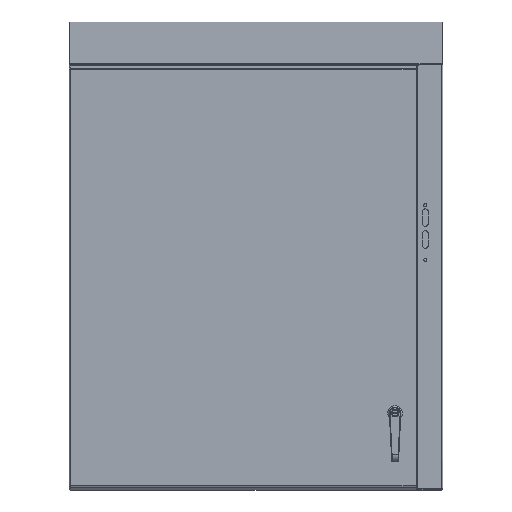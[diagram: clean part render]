
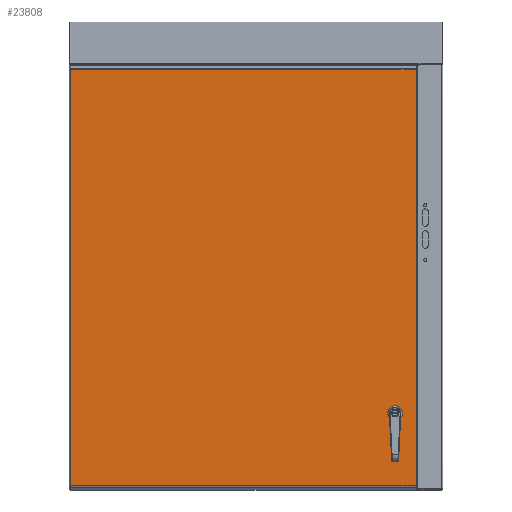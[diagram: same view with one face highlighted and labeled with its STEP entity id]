
A CAD part, top view. The second image highlights one B-rep face of the part: STEP entity #23808.
In plain terms, the highlighted planar face has unit normal (0, 0, 1).
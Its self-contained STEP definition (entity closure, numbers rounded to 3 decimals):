
#1225=FACE_BOUND('',#4045,.T.);
#1226=FACE_BOUND('',#4046,.T.);
#1742=PLANE('',#25440);
#4045=EDGE_LOOP('',(#17156,#17157,#17158,#17159,#17160,#17161,#17162,#17163));
#4046=EDGE_LOOP('',(#17164,#17165,#17166,#17167));
#5981=LINE('',#36866,#7781);
#5985=LINE('',#36878,#7785);
#5989=LINE('',#36890,#7789);
#5993=LINE('',#36900,#7793);
#5999=LINE('',#36935,#7799);
#6029=LINE('',#37223,#7829);
#6045=LINE('',#37513,#7845);
#6047=LINE('',#37517,#7847);
#7781=VECTOR('',#28705,0.427);
#7785=VECTOR('',#28717,0.427);
#7789=VECTOR('',#28729,0.427);
#7793=VECTOR('',#28741,0.427);
#7799=VECTOR('',#28751,35.646);
#7829=VECTOR('',#28803,35.646);
#7845=VECTOR('',#28837,29.602);
#7847=VECTOR('',#28843,29.602);
#9273=CIRCLE('',#25401,0.453);
#9275=CIRCLE('',#25405,0.453);
#9277=CIRCLE('',#25409,0.453);
#9279=CIRCLE('',#25413,0.453);
#10636=VERTEX_POINT('',#36857);
#10637=VERTEX_POINT('',#36859);
#10639=VERTEX_POINT('',#36865);
#10641=VERTEX_POINT('',#36871);
#10643=VERTEX_POINT('',#36877);
#10645=VERTEX_POINT('',#36883);
#10647=VERTEX_POINT('',#36889);
#10649=VERTEX_POINT('',#36895);
#10655=VERTEX_POINT('',#36912);
#10658=VERTEX_POINT('',#36927);
#10682=VERTEX_POINT('',#37181);
#10684=VERTEX_POINT('',#37222);
#13047=EDGE_CURVE('',#10637,#10636,#9273,.T.);
#13050=EDGE_CURVE('',#10639,#10637,#5981,.T.);
#13053=EDGE_CURVE('',#10641,#10639,#9275,.T.);
#13056=EDGE_CURVE('',#10643,#10641,#5985,.T.);
#13059=EDGE_CURVE('',#10645,#10643,#9277,.T.);
#13062=EDGE_CURVE('',#10647,#10645,#5989,.T.);
#13065=EDGE_CURVE('',#10649,#10647,#9279,.T.);
#13068=EDGE_CURVE('',#10636,#10649,#5993,.T.);
#13077=EDGE_CURVE('',#10655,#10658,#5999,.T.);
#13121=EDGE_CURVE('',#10684,#10682,#6029,.T.);
#13151=EDGE_CURVE('',#10658,#10684,#6045,.T.);
#13153=EDGE_CURVE('',#10682,#10655,#6047,.T.);
#17156=ORIENTED_EDGE('',*,*,#13047,.T.);
#17157=ORIENTED_EDGE('',*,*,#13068,.T.);
#17158=ORIENTED_EDGE('',*,*,#13065,.T.);
#17159=ORIENTED_EDGE('',*,*,#13062,.T.);
#17160=ORIENTED_EDGE('',*,*,#13059,.T.);
#17161=ORIENTED_EDGE('',*,*,#13056,.T.);
#17162=ORIENTED_EDGE('',*,*,#13053,.T.);
#17163=ORIENTED_EDGE('',*,*,#13050,.T.);
#17164=ORIENTED_EDGE('',*,*,#13153,.T.);
#17165=ORIENTED_EDGE('',*,*,#13077,.T.);
#17166=ORIENTED_EDGE('',*,*,#13151,.T.);
#17167=ORIENTED_EDGE('',*,*,#13121,.T.);
#23808=ADVANCED_FACE('',(#1225,#1226),#1742,.T.);
#25401=AXIS2_PLACEMENT_3D('',#36860,#28699,#28700);
#25405=AXIS2_PLACEMENT_3D('',#36872,#28711,#28712);
#25409=AXIS2_PLACEMENT_3D('',#36884,#28723,#28724);
#25413=AXIS2_PLACEMENT_3D('',#36896,#28735,#28736);
#25440=AXIS2_PLACEMENT_3D('',#37519,#28846,#28847);
#28699=DIRECTION('center_axis',(0.,0.,-1.));
#28700=DIRECTION('ref_axis',(0.882,0.471,0.));
#28705=DIRECTION('',(1.,0.,0.));
#28711=DIRECTION('center_axis',(0.,0.,-1.));
#28712=DIRECTION('ref_axis',(-0.471,0.882,0.));
#28717=DIRECTION('',(0.,1.,0.));
#28723=DIRECTION('center_axis',(0.,0.,-1.));
#28724=DIRECTION('ref_axis',(-0.882,-0.471,0.));
#28729=DIRECTION('',(-1.,0.,0.));
#28735=DIRECTION('center_axis',(0.,0.,-1.));
#28736=DIRECTION('ref_axis',(0.471,-0.882,0.));
#28741=DIRECTION('',(0.,-1.,0.));
#28751=DIRECTION('',(0.,1.,0.));
#28803=DIRECTION('',(0.,-1.,0.));
#28837=DIRECTION('',(-1.,0.,0.));
#28843=DIRECTION('',(1.,0.,0.));
#28846=DIRECTION('center_axis',(0.,0.,1.));
#28847=DIRECTION('ref_axis',(1.,0.,0.));
#36857=CARTESIAN_POINT('',(27.873,-28.76,0.074));
#36859=CARTESIAN_POINT('',(27.687,-28.574,0.074));
#36860=CARTESIAN_POINT('Origin',(27.474,-28.974,0.074));
#36865=CARTESIAN_POINT('',(27.26,-28.574,0.074));
#36866=CARTESIAN_POINT('',(21.078,-28.574,0.074));
#36871=CARTESIAN_POINT('',(27.074,-28.76,0.074));
#36872=CARTESIAN_POINT('Origin',(27.474,-28.974,0.074));
#36877=CARTESIAN_POINT('',(27.074,-29.187,0.074));
#36878=CARTESIAN_POINT('',(27.074,-23.078,0.074));
#36883=CARTESIAN_POINT('',(27.26,-29.373,0.074));
#36884=CARTESIAN_POINT('Origin',(27.474,-28.974,0.074));
#36889=CARTESIAN_POINT('',(27.687,-29.373,0.074));
#36890=CARTESIAN_POINT('',(20.864,-29.373,0.074));
#36895=CARTESIAN_POINT('',(27.873,-29.187,0.074));
#36896=CARTESIAN_POINT('Origin',(27.474,-28.974,0.074));
#36900=CARTESIAN_POINT('',(27.873,-23.292,0.074));
#36912=CARTESIAN_POINT('',(29.269,-35.22,0.074));
#36927=CARTESIAN_POINT('',(29.269,0.426,0.074));
#36935=CARTESIAN_POINT('',(29.269,-26.345,0.074));
#37181=CARTESIAN_POINT('',(-0.333,-35.22,0.074));
#37222=CARTESIAN_POINT('',(-0.333,0.426,0.074));
#37223=CARTESIAN_POINT('',(-0.333,-8.448,0.074));
#37513=CARTESIAN_POINT('',(21.868,0.426,0.074));
#37517=CARTESIAN_POINT('',(7.067,-35.22,0.074));
#37519=CARTESIAN_POINT('Origin',(14.468,-17.397,0.074));
